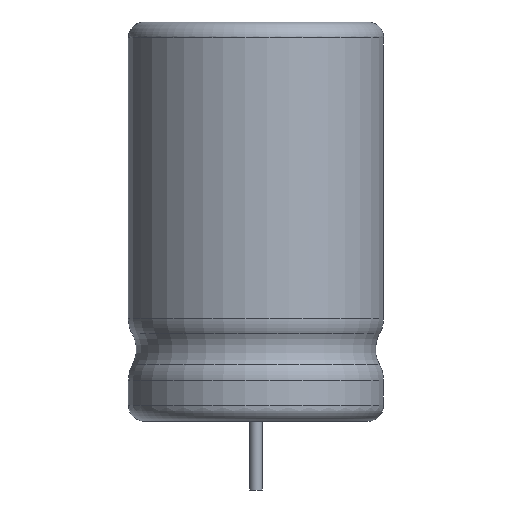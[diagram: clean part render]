
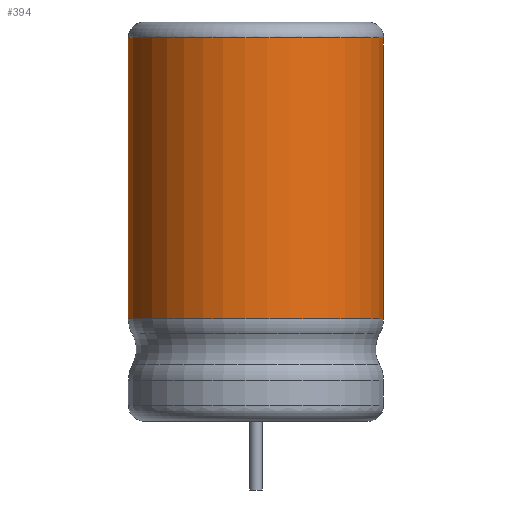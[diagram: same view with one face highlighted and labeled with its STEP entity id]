
A CAD part, left-side view. The second image highlights one B-rep face of the part: STEP entity #394.
In plain terms, the highlighted cylindrical face has radius 8 mm (diameter 16 mm), a full revolution.
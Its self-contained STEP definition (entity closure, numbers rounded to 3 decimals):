
#290=CARTESIAN_POINT('',(7.636,-2.387,24.0));
#291=VERTEX_POINT('',#290);
#292=CARTESIAN_POINT('',(7.636,-2.387,9.791));
#293=VERTEX_POINT('',#292);
#294=CARTESIAN_POINT('',(7.636,-2.387,25.0));
#295=DIRECTION('',(0.0,-0.0,-1.0));
#296=VECTOR('',#295,1.0);
#297=LINE('',#294,#296);
#298=EDGE_CURVE('n� 420',#291,#293,#297,.T.);
#299=ORIENTED_EDGE('',*,*,#298,.F.);
#300=CARTESIAN_POINT('',(7.636,2.387,24.0));
#301=VERTEX_POINT('',#300);
#302=CARTESIAN_POINT('',(0.0,0.0,24.0));
#303=DIRECTION('',(-0.0,-0.0,-1.0));
#304=DIRECTION('',(1.0,0.0,-0.0));
#305=AXIS2_PLACEMENT_3D('',#302,#303,#304);
#306=CIRCLE('',#305,8.0);
#307=EDGE_CURVE('n� 106',#291,#301,#306,.T.);
#308=ORIENTED_EDGE('',*,*,#307,.T.);
#309=CARTESIAN_POINT('',(7.636,2.387,9.791));
#310=VERTEX_POINT('',#309);
#311=CARTESIAN_POINT('',(7.636,2.387,25.0));
#312=DIRECTION('',(0.0,0.0,1.0));
#313=VECTOR('',#312,1.0);
#314=LINE('',#311,#313);
#315=EDGE_CURVE('n� 440',#310,#301,#314,.T.);
#316=ORIENTED_EDGE('',*,*,#315,.F.);
#317=CARTESIAN_POINT('',(8.0,-0.0,7.404));
#318=VERTEX_POINT('',#317);
#319=CARTESIAN_POINT('',(0.0,0.0,7.404));
#320=DIRECTION('',(0.0,-0.707,0.707));
#321=DIRECTION('',(0.0,-0.707,-0.707));
#322=AXIS2_PLACEMENT_3D('',#319,#320,#321);
#323=ELLIPSE('',#322,11.314,8.0);
#324=EDGE_CURVE('n� 380',#318,#310,#323,.T.);
#325=ORIENTED_EDGE('',*,*,#324,.F.);
#326=CARTESIAN_POINT('',(0.0,0.0,7.404));
#327=DIRECTION('',(-0.0,0.707,0.707));
#328=DIRECTION('',(-0.0,0.707,-0.707));
#329=AXIS2_PLACEMENT_3D('',#326,#327,#328);
#330=ELLIPSE('',#329,11.314,8.0);
#331=EDGE_CURVE('n� 375',#293,#318,#330,.T.);
#332=ORIENTED_EDGE('',*,*,#331,.F.);
#333=EDGE_LOOP('',(#299,#308,#316,#325,#332));
#334=FACE_OUTER_BOUND('',#333,.T.);
#335=CARTESIAN_POINT('',(7.636,2.387,6.436));
#336=VERTEX_POINT('',#335);
#337=CARTESIAN_POINT('',(7.636,2.387,8.261));
#338=VERTEX_POINT('',#337);
#339=CARTESIAN_POINT('',(7.636,2.387,25.0));
#340=DIRECTION('',(0.0,0.0,1.0));
#341=VECTOR('',#340,1.0);
#342=LINE('',#339,#341);
#343=EDGE_CURVE('n� 951',#336,#338,#342,.T.);
#344=ORIENTED_EDGE('',*,*,#343,.F.);
#345=CARTESIAN_POINT('',(7.636,-2.387,6.436));
#346=VERTEX_POINT('',#345);
#347=CARTESIAN_POINT('',(0.0,0.0,6.436));
#348=DIRECTION('',(0.0,0.0,1.0));
#349=DIRECTION('',(-1.0,0.0,0.0));
#350=AXIS2_PLACEMENT_3D('',#347,#348,#349);
#351=CIRCLE('',#350,8.0);
#352=EDGE_CURVE('n� 710',#336,#346,#351,.T.);
#353=ORIENTED_EDGE('',*,*,#352,.T.);
#354=CARTESIAN_POINT('',(7.636,-2.387,8.261));
#355=VERTEX_POINT('',#354);
#356=CARTESIAN_POINT('',(7.636,-2.387,25.0));
#357=DIRECTION('',(0.0,0.0,-1.0));
#358=VECTOR('',#357,1.0);
#359=LINE('',#356,#358);
#360=EDGE_CURVE('n� 939',#355,#346,#359,.T.);
#361=ORIENTED_EDGE('',*,*,#360,.F.);
#362=CARTESIAN_POINT('',(7.98,-0.562,6.436));
#363=VERTEX_POINT('',#362);
#364=CARTESIAN_POINT('',(0.0,0.0,5.874));
#365=DIRECTION('',(0.0,-0.707,-0.707));
#366=DIRECTION('',(-0.0,0.707,-0.707));
#367=AXIS2_PLACEMENT_3D('',#364,#365,#366);
#368=ELLIPSE('',#367,11.314,8.0);
#369=EDGE_CURVE('n� 918',#363,#355,#368,.T.);
#370=ORIENTED_EDGE('',*,*,#369,.F.);
#371=CARTESIAN_POINT('',(7.98,0.562,6.436));
#372=VERTEX_POINT('',#371);
#373=CARTESIAN_POINT('',(0.0,0.0,6.436));
#374=DIRECTION('',(0.0,0.0,1.0));
#375=DIRECTION('',(-1.0,0.0,0.0));
#376=AXIS2_PLACEMENT_3D('',#373,#374,#375);
#377=CIRCLE('',#376,8.0);
#378=EDGE_CURVE('n� 704',#363,#372,#377,.T.);
#379=ORIENTED_EDGE('',*,*,#378,.T.);
#380=CARTESIAN_POINT('',(0.0,0.0,5.874));
#381=DIRECTION('',(0.0,0.707,-0.707));
#382=DIRECTION('',(-0.0,-0.707,-0.707));
#383=AXIS2_PLACEMENT_3D('',#380,#381,#382);
#384=ELLIPSE('',#383,11.314,8.0);
#385=EDGE_CURVE('n� 913',#338,#372,#384,.T.);
#386=ORIENTED_EDGE('',*,*,#385,.F.);
#387=EDGE_LOOP('',(#344,#353,#361,#370,#379,#386));
#388=FACE_BOUND('',#387,.T.);
#389=CARTESIAN_POINT('',(0.0,0.0,25.0));
#390=DIRECTION('',(-0.0,-0.0,-1.0));
#391=DIRECTION('',(-1.0,0.0,0.0));
#392=AXIS2_PLACEMENT_3D('',#389,#390,#391);
#393=CYLINDRICAL_SURFACE('',#392,8.0);
#394=ADVANCED_FACE('n� 881',(#334,#388),#393,.T.);
